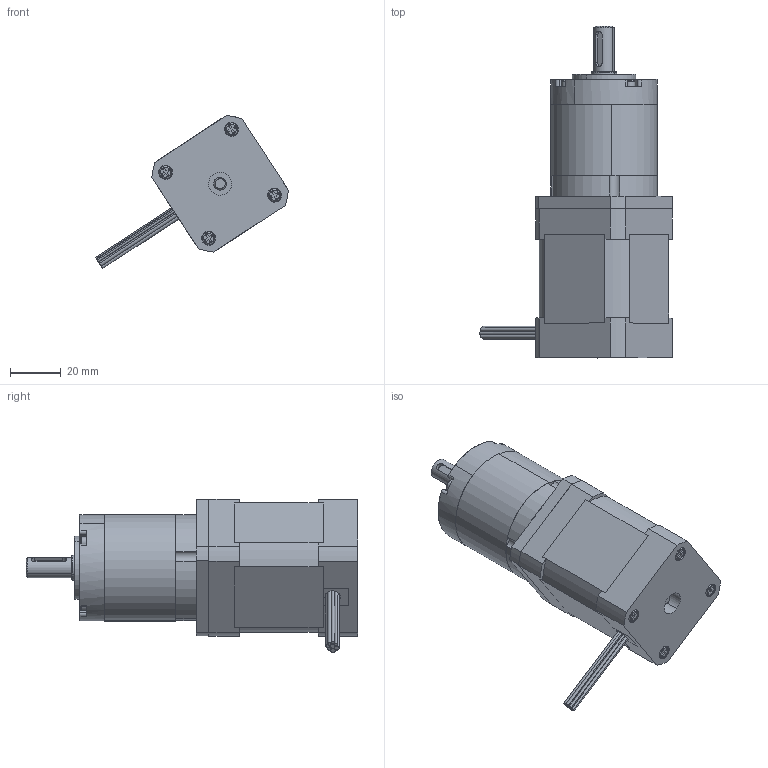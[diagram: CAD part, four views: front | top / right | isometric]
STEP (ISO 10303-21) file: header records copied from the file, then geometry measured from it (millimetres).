
FILE_DESCRIPTION (( 'STEP AP214' ), '1' );
FILE_NAME ('42BLF-AG-002.STEP', '2022-03-04T02:37:50', ( '' ), ( '' ), 'SwSTEP 2.0', 'SolidWorks 2020', '' );
FILE_SCHEMA (( 'AUTOMOTIVE_DESIGN' ));
Length unit declared in the file: millimetre
Products named in the file (17): 42B-D19; PLA36-003ヶ傷裔; 縐銅; PLA36-004綴傷裔; hexagon socket head cap screws gb_GB_FASTENER_SCREWS_HSHCS M2.5X8-N; 盄旰; 42BYGH247-A24粣; 薊粣ん; 42A-D19; PLA36-002怀堤粣; 42隅赽; M3蹟隊; 42BLF-AG-002; 698ZZ 19x8x6; 42BL; PLY42埴楊擘; PLA36-013齿圈
Assembly tree (22 placements, depth 3):
  42BLF-AG-002
    PLY42埴楊擘
      PLA36-004綴傷裔
      PLA36-013齿圈
      PLA36-003ヶ傷裔
      PLA36-002怀堤粣
      698ZZ 19x8x6
      縐銅
      薊粣ん
      hexagon socket head cap screws gb_GB_FASTENER_SCREWS_HSHCS M2.5X8-N  x4
    42BL
      42A-D19
      42B-D19
      42BYGH247-A24粣
      42隅赽
      M3蹟隊  x4
      盄旰
Bounding box: 75.89 x 130.7 x 60.28 mm (x, y, z)
Volume: 166104.8 mm3; surface area: 52637.4 mm2
Topology: 28 solids, 28 shells, 622 faces, 1479 edges, 942 vertices
Faces by surface type: cylinder 284, plane 243, cone 55, torus 40
Entity records: 15578 total; most frequent: DIRECTION 2710, CARTESIAN_POINT 2685, ORIENTED_EDGE 2276, EDGE_CURVE 1138, AXIS2_PLACEMENT_3D 1092, VERTEX_POINT 735, EDGE_LOOP 591, CIRCLE 590
